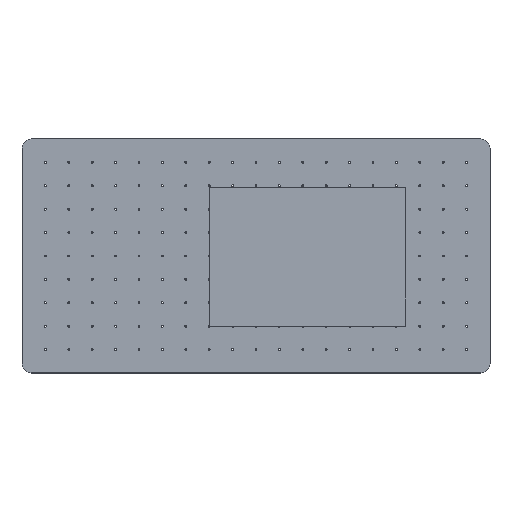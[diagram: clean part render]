
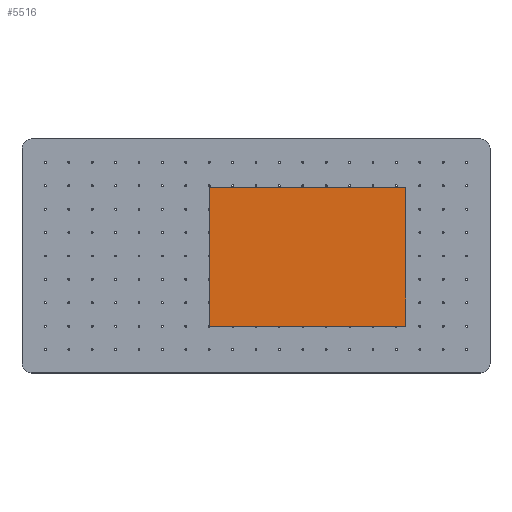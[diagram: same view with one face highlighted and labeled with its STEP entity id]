
A CAD part, top view. The second image highlights one B-rep face of the part: STEP entity #5516.
In plain terms, the highlighted planar face has unit normal (0, 0, 1).
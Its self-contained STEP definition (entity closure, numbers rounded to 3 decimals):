
#645 = ORIENTED_EDGE ( 'NONE', *, *, #6778, .T. ) ;
#1506 = LINE ( 'NONE', #11729, #3719 ) ;
#1556 = EDGE_LOOP ( 'NONE', ( #11704, #645, #12150, #5127 ) ) ;
#1923 = CARTESIAN_POINT ( 'NONE',  ( 250., 247., 10.1 ) ) ;
#2457 = VECTOR ( 'NONE', #4108, 1000. ) ;
#2512 = VERTEX_POINT ( 'NONE', #6396 ) ;
#3719 = VECTOR ( 'NONE', #3848, 1000. ) ;
#3848 = DIRECTION ( 'NONE',  ( 1., 0., 0. ) ) ;
#4108 = DIRECTION ( 'NONE',  ( 0., -1., 0. ) ) ;
#4350 = VERTEX_POINT ( 'NONE', #14114 ) ;
#4501 = EDGE_CURVE ( 'NONE', #6727, #2512, #5252, .T. ) ;
#4955 = DIRECTION ( 'NONE',  ( -1., 0., 0. ) ) ;
#5127 = ORIENTED_EDGE ( 'NONE', *, *, #7700, .T. ) ;
#5252 = LINE ( 'NONE', #1923, #2457 ) ;
#5467 = FACE_OUTER_BOUND ( 'NONE', #1556, .T. ) ;
#5516 = ADVANCED_FACE ( 'NONE', ( #5467 ), #6659, .T. ) ;
#5588 = EDGE_CURVE ( 'NONE', #4350, #8391, #8149, .T. ) ;
#5767 = VECTOR ( 'NONE', #5831, 1000. ) ;
#5831 = DIRECTION ( 'NONE',  ( 0., 1., 0. ) ) ;
#5936 = CARTESIAN_POINT ( 'NONE',  ( 250., 247., 10.1 ) ) ;
#6396 = CARTESIAN_POINT ( 'NONE',  ( 250., -50., 10.1 ) ) ;
#6659 = PLANE ( 'NONE',  #9347 ) ;
#6727 = VERTEX_POINT ( 'NONE', #5936 ) ;
#6778 = EDGE_CURVE ( 'NONE', #8391, #6727, #8328, .T. ) ;
#7700 = EDGE_CURVE ( 'NONE', #2512, #4350, #1506, .T. ) ;
#8149 = LINE ( 'NONE', #11308, #5767 ) ;
#8328 = LINE ( 'NONE', #10511, #14613 ) ;
#8391 = VERTEX_POINT ( 'NONE', #8683 ) ;
#8683 = CARTESIAN_POINT ( 'NONE',  ( 670., 247., 10.1 ) ) ;
#9347 = AXIS2_PLACEMENT_3D ( 'NONE', #13779, #12670, #14700 ) ;
#10511 = CARTESIAN_POINT ( 'NONE',  ( 250., 247., 10.1 ) ) ;
#11308 = CARTESIAN_POINT ( 'NONE',  ( 670., 247., 10.1 ) ) ;
#11704 = ORIENTED_EDGE ( 'NONE', *, *, #5588, .T. ) ;
#11729 = CARTESIAN_POINT ( 'NONE',  ( 250., -50., 10.1 ) ) ;
#12150 = ORIENTED_EDGE ( 'NONE', *, *, #4501, .T. ) ;
#12670 = DIRECTION ( 'NONE',  ( 0., 0., 1. ) ) ;
#13779 = CARTESIAN_POINT ( 'NONE',  ( 0., 0., 10.1 ) ) ;
#14114 = CARTESIAN_POINT ( 'NONE',  ( 670., -50., 10.1 ) ) ;
#14613 = VECTOR ( 'NONE', #4955, 1000. ) ;
#14700 = DIRECTION ( 'NONE',  ( 1., 0., 0. ) ) ;
